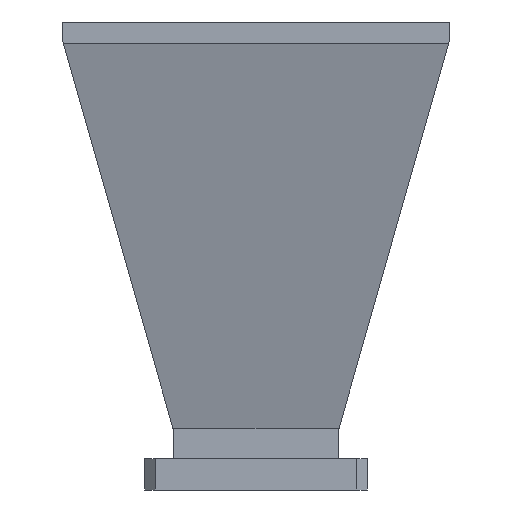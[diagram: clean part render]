
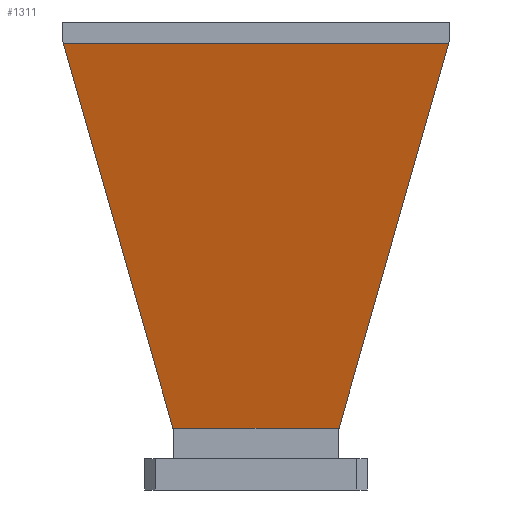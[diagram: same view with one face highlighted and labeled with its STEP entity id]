
A CAD part, left-side view. The second image highlights one B-rep face of the part: STEP entity #1311.
In plain terms, the highlighted planar face has unit normal (-0.972, 0, -0.235).
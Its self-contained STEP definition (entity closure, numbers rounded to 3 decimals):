
#10 = CARTESIAN_POINT ( 'NONE',  ( -9.475, 0., 49.643 ) ) ;
#22 = AXIS2_PLACEMENT_3D ( 'NONE', #395, #549, #24 ) ;
#24 = DIRECTION ( 'NONE',  ( -0.235, 0., 0.972 ) ) ;
#59 = VERTEX_POINT ( 'NONE', #428 ) ;
#114 = FACE_OUTER_BOUND ( 'NONE', #661, .T. ) ;
#170 = ORIENTED_EDGE ( 'NONE', *, *, #944, .T. ) ;
#338 = ORIENTED_EDGE ( 'NONE', *, *, #552, .T. ) ;
#383 = ORIENTED_EDGE ( 'NONE', *, *, #713, .T. ) ;
#395 = CARTESIAN_POINT ( 'NONE',  ( -18.785, 0., 88.16 ) ) ;
#428 = CARTESIAN_POINT ( 'NONE',  ( -27.349, -37.048, 123.593 ) ) ;
#443 = LINE ( 'NONE', #753, #682 ) ;
#450 = CARTESIAN_POINT ( 'NONE',  ( -9.475, -15.973, 49.643 ) ) ;
#469 = CARTESIAN_POINT ( 'NONE',  ( -9.475, 15.973, 49.643 ) ) ;
#522 = CARTESIAN_POINT ( 'NONE',  ( -9.475, -15.973, 49.643 ) ) ;
#549 = DIRECTION ( 'NONE',  ( -0.972, 0., -0.235 ) ) ;
#552 = EDGE_CURVE ( 'NONE', #1024, #59, #849, .T. ) ;
#569 = CARTESIAN_POINT ( 'NONE',  ( -27.349, 37.048, 123.593 ) ) ;
#612 = DIRECTION ( 'NONE',  ( 0., -1., 0. ) ) ;
#661 = EDGE_LOOP ( 'NONE', ( #1310, #338, #170, #383 ) ) ;
#676 = DIRECTION ( 'NONE',  ( 0.226, -0.267, -0.937 ) ) ;
#682 = VECTOR ( 'NONE', #1085, 1000. ) ;
#713 = EDGE_CURVE ( 'NONE', #1148, #1005, #800, .T. ) ;
#717 = LINE ( 'NONE', #10, #741 ) ;
#741 = VECTOR ( 'NONE', #612, 1000. ) ;
#753 = CARTESIAN_POINT ( 'NONE',  ( -27.349, 0., 123.593 ) ) ;
#797 = EDGE_CURVE ( 'NONE', #1005, #1024, #717, .T. ) ;
#800 = LINE ( 'NONE', #569, #1169 ) ;
#849 = LINE ( 'NONE', #522, #918 ) ;
#918 = VECTOR ( 'NONE', #1293, 1000. ) ;
#944 = EDGE_CURVE ( 'NONE', #59, #1148, #443, .T. ) ;
#1005 = VERTEX_POINT ( 'NONE', #469 ) ;
#1024 = VERTEX_POINT ( 'NONE', #450 ) ;
#1085 = DIRECTION ( 'NONE',  ( 0., 1., 0. ) ) ;
#1148 = VERTEX_POINT ( 'NONE', #1217 ) ;
#1169 = VECTOR ( 'NONE', #676, 1000. ) ;
#1217 = CARTESIAN_POINT ( 'NONE',  ( -27.349, 37.048, 123.593 ) ) ;
#1293 = DIRECTION ( 'NONE',  ( -0.226, -0.267, 0.937 ) ) ;
#1310 = ORIENTED_EDGE ( 'NONE', *, *, #797, .T. ) ;
#1311 = ADVANCED_FACE ( 'NONE', ( #114 ), #1338, .T. ) ;
#1338 = PLANE ( 'NONE',  #22 ) ;
